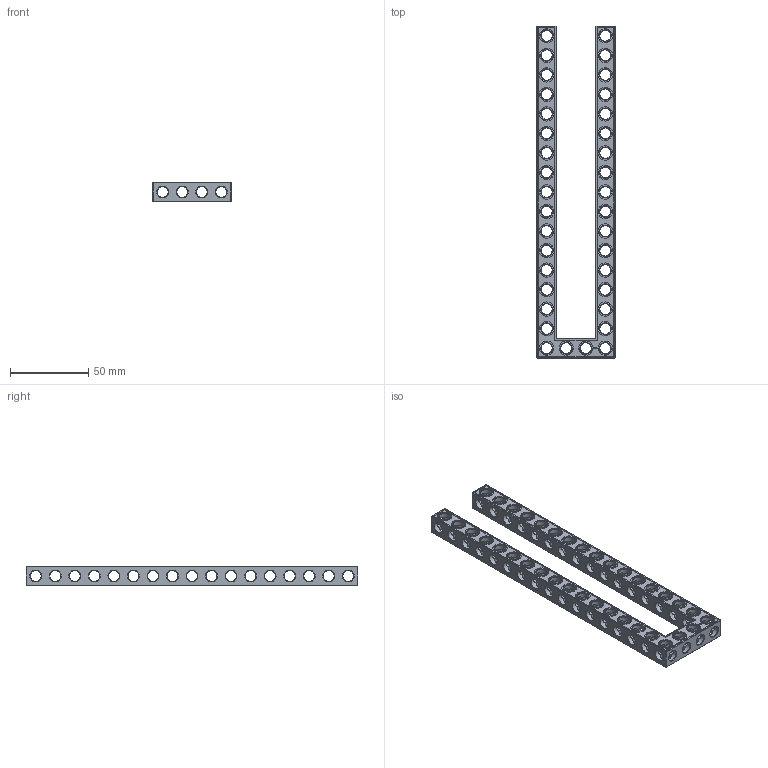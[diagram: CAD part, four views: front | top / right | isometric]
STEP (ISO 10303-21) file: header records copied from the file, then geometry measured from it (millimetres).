
FILE_DESCRIPTION(('FreeCAD Model'),'2;1');
FILE_NAME('Open CASCADE Shape Model','2022-02-23T16:03:00',( 'Paulo Kiefe'),('STEMFIE.org'),'Open CASCADE STEP processor 7.4', 'FreeCAD','Unknown');
FILE_SCHEMA(('AUTOMOTIVE_DESIGN { 1 0 10303 214 1 1 1 1 }'));
Products named in the file (1): Beam_AGD_ESS_USH_SYM_BU04x17x01_-_SPN-BEM-0335_(stemfie.org)
Bounding box: 50 x 212.5 x 12.5 mm (x, y, z)
Volume: 35188.5 mm3; surface area: 31421.5 mm2
Topology: 1 solids, 1 shells, 971 faces, 2936 edges, 1891 vertices
Faces by surface type: plane 414, cylinder 217, extrusion 194, cone 146
Full cylindrical faces by diameter (mm): 6.98 x36, 7 x145, 9.2 x36
Entity records: 229815 total; most frequent: CARTESIAN_POINT 175501, DIRECTION 8552, ORIENTED_EDGE 5872, PCURVE 5872, DEFINITIONAL_REPRESENTATION 5872, VECTOR 5564, LINE 5370, EDGE_CURVE 2936
